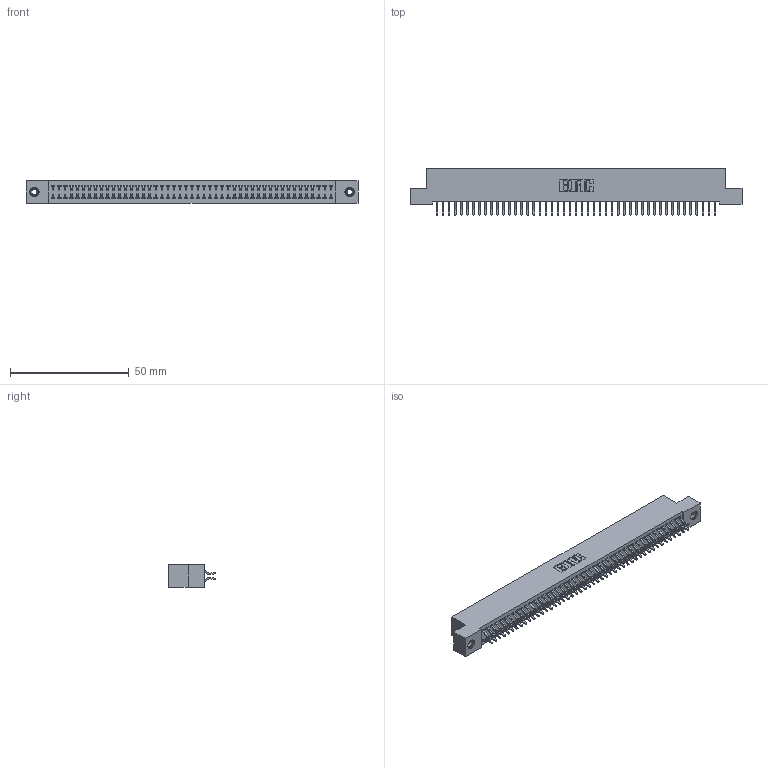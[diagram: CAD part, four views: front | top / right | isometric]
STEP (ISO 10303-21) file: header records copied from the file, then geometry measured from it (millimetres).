
FILE_DESCRIPTION (( 'STEP AP203' ), '1' );
FILE_NAME ('342-094-556-208.STEP', '2019-10-04T15:39:58', ( '' ), ( '' ), 'SwSTEP 2.0', 'SolidWorks 2016', '' );
FILE_SCHEMA (( 'CONFIG_CONTROL_DESIGN' ));
Length unit declared in the file: inch
Products named in the file (4): 342 Part_TI; 345-292-001_556 Tail; 345-250-001_345-250-003-102; 342-094-556-208
Assembly tree (97 placements, depth 2):
  342-094-556-208
    342 Part_TI
    345-292-001_556 Tail  x94
    345-250-001_345-250-003-102  x2
Bounding box: 139.7 x 19.58 x 9.4 mm (x, y, z)
Volume: 12567.6 mm3; surface area: 20499.2 mm2
Topology: 97 solids, 97 shells, 5622 faces, 16697 edges, 10998 vertices
Faces by surface type: plane 3858, cylinder 1748, cone 12, torus 4
Entity records: 30864 total; most frequent: CARTESIAN_POINT 5105, ORIENTED_EDGE 5022, DIRECTION 4373, EDGE_CURVE 2511, VECTOR 2355, LINE 2355, VERTEX_POINT 1668, AXIS2_PLACEMENT_3D 1009
